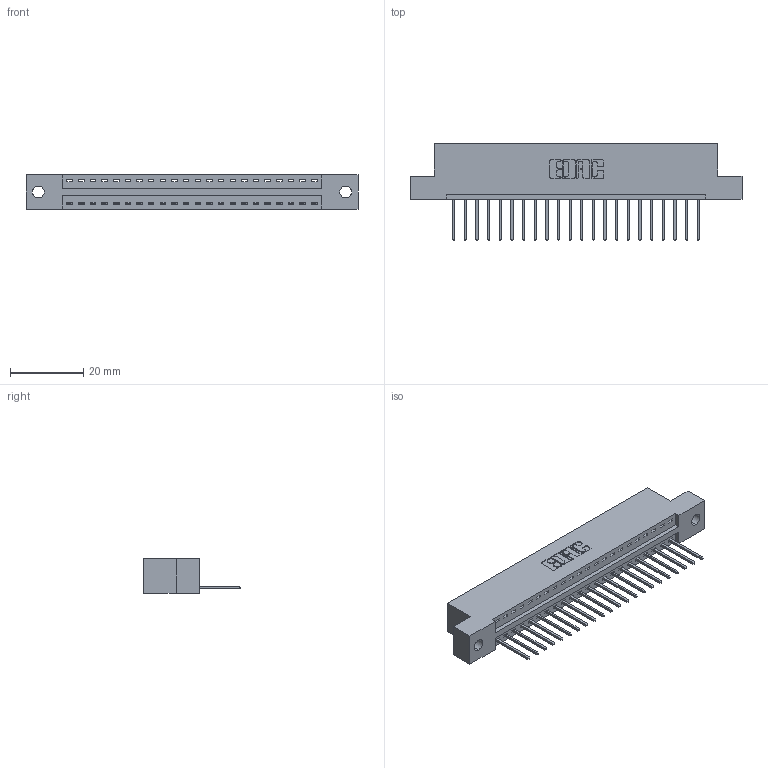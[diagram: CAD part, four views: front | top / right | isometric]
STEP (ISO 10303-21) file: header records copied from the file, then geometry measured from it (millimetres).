
FILE_DESCRIPTION (( 'STEP AP203' ), '1' );
FILE_NAME ('396-022-522-102.STEP', '2018-09-01T08:58:56', ( '' ), ( '' ), 'SwSTEP 2.0', 'SolidWorks 2016', '' );
FILE_SCHEMA (( 'CONFIG_CONTROL_DESIGN' ));
Length unit declared in the file: inch
Products named in the file (3): 346 Part_Flush Mounting Lugs - 0.128 Dia; 345-292-001_345-293-122; 396-022-522-102
Assembly tree (23 placements, depth 2):
  396-022-522-102
    346 Part_Flush Mounting Lugs - 0.128 Dia
    345-292-001_345-293-122  x22
Bounding box: 90.42 x 26.42 x 9.4 mm (x, y, z)
Volume: 8483.9 mm3; surface area: 10197.6 mm2
Topology: 23 solids, 23 shells, 1398 faces, 4201 edges, 2770 vertices
Faces by surface type: plane 956, cylinder 442
Entity records: 16367 total; most frequent: CARTESIAN_POINT 2818, ORIENTED_EDGE 2774, DIRECTION 2511, EDGE_CURVE 1387, VECTOR 1167, LINE 1167, VERTEX_POINT 922, AXIS2_PLACEMENT_3D 672
